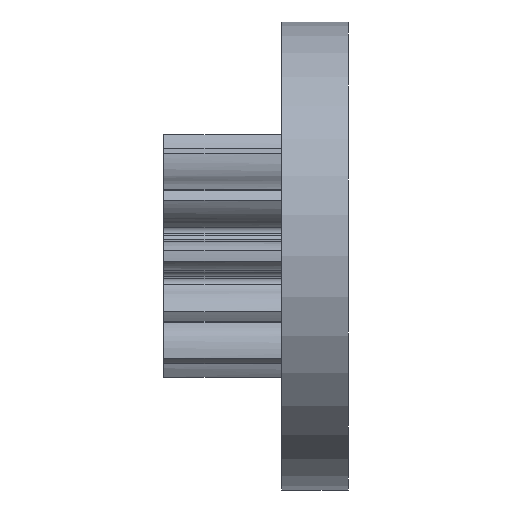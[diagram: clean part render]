
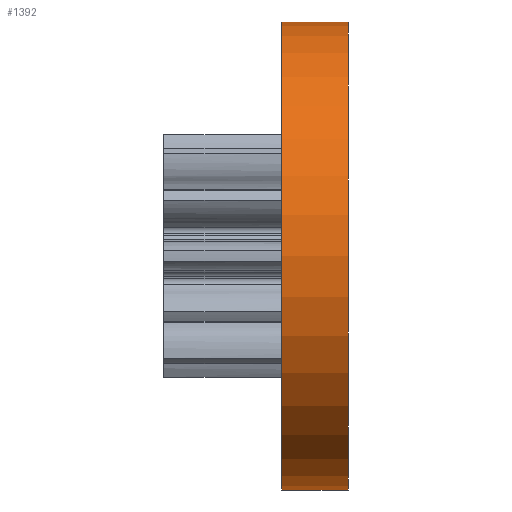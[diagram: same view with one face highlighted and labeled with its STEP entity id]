
A CAD part, front view. The second image highlights one B-rep face of the part: STEP entity #1392.
In plain terms, the highlighted cylindrical face has radius 13.5 mm (diameter 27 mm), a partial arc.
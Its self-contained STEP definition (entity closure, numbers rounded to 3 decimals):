
#178 = DIRECTION ( 'NONE',  ( 0., 0., -1. ) ) ;
#221 = VERTEX_POINT ( 'NONE', #810 ) ;
#237 = ORIENTED_EDGE ( 'NONE', *, *, #2894, .F. ) ;
#669 = CARTESIAN_POINT ( 'NONE',  ( 4.3, 0., 13.5 ) ) ;
#736 = VECTOR ( 'NONE', #3049, 1000. ) ;
#743 = DIRECTION ( 'NONE',  ( -1., 0., 0. ) ) ;
#810 = CARTESIAN_POINT ( 'NONE',  ( 4.3, 0., -13.5 ) ) ;
#830 = VERTEX_POINT ( 'NONE', #669 ) ;
#841 = ORIENTED_EDGE ( 'NONE', *, *, #2042, .T. ) ;
#990 = CARTESIAN_POINT ( 'NONE',  ( 8.15, 0., 0. ) ) ;
#1321 = CARTESIAN_POINT ( 'NONE',  ( 4.3, 0., 0. ) ) ;
#1360 = CYLINDRICAL_SURFACE ( 'NONE', #4595, 13.5 ) ;
#1365 = VECTOR ( 'NONE', #743, 1000. ) ;
#1392 = ADVANCED_FACE ( 'NONE', ( #2374 ), #1360, .T. ) ;
#1418 = AXIS2_PLACEMENT_3D ( 'NONE', #1321, #2506, #4424 ) ;
#1521 = CIRCLE ( 'NONE', #2753, 13.5 ) ;
#1583 = CARTESIAN_POINT ( 'NONE',  ( 7.3, 0., 13.5 ) ) ;
#1705 = CARTESIAN_POINT ( 'NONE',  ( 7.3, 0., 0. ) ) ;
#2042 = EDGE_CURVE ( 'NONE', #830, #221, #2263, .T. ) ;
#2133 = VERTEX_POINT ( 'NONE', #3456 ) ;
#2263 = CIRCLE ( 'NONE', #1418, 13.5 ) ;
#2374 = FACE_OUTER_BOUND ( 'NONE', #4072, .T. ) ;
#2506 = DIRECTION ( 'NONE',  ( 1., 0., 0. ) ) ;
#2724 = VERTEX_POINT ( 'NONE', #4259 ) ;
#2753 = AXIS2_PLACEMENT_3D ( 'NONE', #990, #4054, #178 ) ;
#2843 = DIRECTION ( 'NONE',  ( 0., 0., 1. ) ) ;
#2885 = CARTESIAN_POINT ( 'NONE',  ( 7.3, 0., -13.5 ) ) ;
#2894 = EDGE_CURVE ( 'NONE', #2133, #2724, #1521, .T. ) ;
#3006 = ORIENTED_EDGE ( 'NONE', *, *, #4831, .F. ) ;
#3049 = DIRECTION ( 'NONE',  ( -1., 0., 0. ) ) ;
#3456 = CARTESIAN_POINT ( 'NONE',  ( 8.15, 0., 13.5 ) ) ;
#4054 = DIRECTION ( 'NONE',  ( 1., 0., 0. ) ) ;
#4072 = EDGE_LOOP ( 'NONE', ( #3006, #237, #4154, #841 ) ) ;
#4117 = LINE ( 'NONE', #2885, #1365 ) ;
#4154 = ORIENTED_EDGE ( 'NONE', *, *, #4662, .T. ) ;
#4238 = LINE ( 'NONE', #1583, #736 ) ;
#4259 = CARTESIAN_POINT ( 'NONE',  ( 8.15, 0., -13.5 ) ) ;
#4424 = DIRECTION ( 'NONE',  ( 0., 0., -1. ) ) ;
#4595 = AXIS2_PLACEMENT_3D ( 'NONE', #1705, #4651, #2843 ) ;
#4651 = DIRECTION ( 'NONE',  ( -1., 0., 0. ) ) ;
#4662 = EDGE_CURVE ( 'NONE', #2133, #830, #4238, .T. ) ;
#4831 = EDGE_CURVE ( 'NONE', #2724, #221, #4117, .T. ) ;
